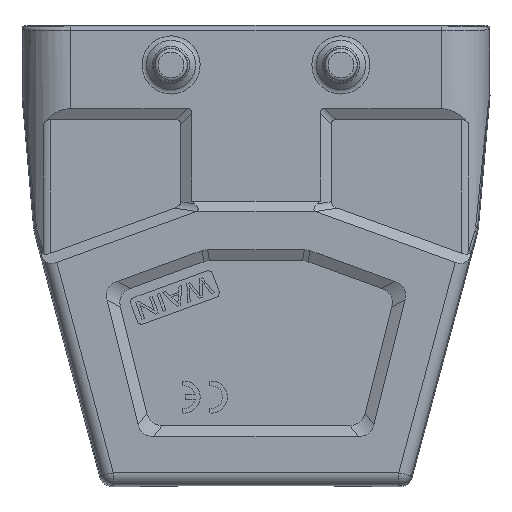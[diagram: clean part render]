
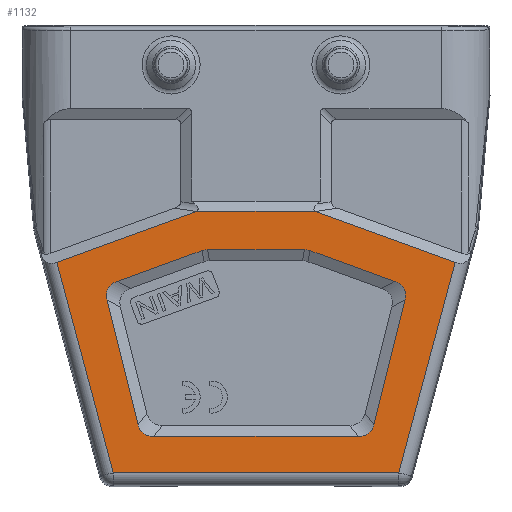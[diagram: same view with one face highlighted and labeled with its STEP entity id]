
A CAD part, front view. The second image highlights one B-rep face of the part: STEP entity #1132.
In plain terms, the highlighted planar face has unit normal (0, -1, 0).
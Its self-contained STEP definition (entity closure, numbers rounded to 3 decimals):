
#265=FACE_BOUND('',#2251,.T.);
#266=FACE_BOUND('',#2252,.T.);
#491=PLANE('',#9088);
#634=ELLIPSE('',#9070,12.156,5.);
#635=ELLIPSE('',#9073,12.156,5.);
#636=ELLIPSE('',#9076,12.766,5.);
#637=ELLIPSE('',#9079,10.116,5.);
#638=ELLIPSE('',#9082,10.116,5.);
#639=ELLIPSE('',#9085,12.766,5.);
#1132=ADVANCED_FACE('',(#265,#266),#491,.F.);
#2251=EDGE_LOOP('',(#6159,#6160,#6161,#6162,#6163,#6164,#6165,#6166,#6167,
#6168,#6169,#6170));
#2252=EDGE_LOOP('',(#6171,#6172,#6173,#6174,#6175,#6176));
#3006=LINE('',#14474,#3706);
#3024=LINE('',#14634,#3724);
#3025=LINE('',#14638,#3725);
#3027=LINE('',#14648,#3727);
#3048=LINE('',#14894,#3748);
#3049=LINE('',#14896,#3749);
#3183=LINE('',#15232,#3883);
#3186=LINE('',#15240,#3886);
#3189=LINE('',#15248,#3889);
#3192=LINE('',#15256,#3892);
#3195=LINE('',#15264,#3895);
#3197=LINE('',#15270,#3897);
#3706=VECTOR('',#10768,1.);
#3724=VECTOR('',#10890,1.);
#3725=VECTOR('',#10895,1.);
#3727=VECTOR('',#10907,1.);
#3748=VECTOR('',#11060,1.);
#3749=VECTOR('',#11063,1.);
#3883=VECTOR('',#11363,1.);
#3886=VECTOR('',#11372,1.);
#3889=VECTOR('',#11381,1.);
#3892=VECTOR('',#11390,1.);
#3895=VECTOR('',#11399,1.);
#3897=VECTOR('',#11407,1.);
#6159=ORIENTED_EDGE('',*,*,#8156,.F.);
#6160=ORIENTED_EDGE('',*,*,#8154,.T.);
#6161=ORIENTED_EDGE('',*,*,#8152,.F.);
#6162=ORIENTED_EDGE('',*,*,#8150,.F.);
#6163=ORIENTED_EDGE('',*,*,#8148,.F.);
#6164=ORIENTED_EDGE('',*,*,#8146,.T.);
#6165=ORIENTED_EDGE('',*,*,#8144,.F.);
#6166=ORIENTED_EDGE('',*,*,#8142,.F.);
#6167=ORIENTED_EDGE('',*,*,#8140,.F.);
#6168=ORIENTED_EDGE('',*,*,#8138,.F.);
#6169=ORIENTED_EDGE('',*,*,#8136,.T.);
#6170=ORIENTED_EDGE('',*,*,#8157,.F.);
#6171=ORIENTED_EDGE('',*,*,#7915,.T.);
#6172=ORIENTED_EDGE('',*,*,#7910,.T.);
#6173=ORIENTED_EDGE('',*,*,#7908,.F.);
#6174=ORIENTED_EDGE('',*,*,#7859,.F.);
#6175=ORIENTED_EDGE('',*,*,#7978,.F.);
#6176=ORIENTED_EDGE('',*,*,#7979,.T.);
#6805=VERTEX_POINT('',#14441);
#6816=VERTEX_POINT('',#14468);
#6850=VERTEX_POINT('',#14635);
#6851=VERTEX_POINT('',#14639);
#6853=VERTEX_POINT('',#14646);
#6887=VERTEX_POINT('',#14893);
#6988=VERTEX_POINT('',#15225);
#6989=VERTEX_POINT('',#15227);
#6990=VERTEX_POINT('',#15231);
#6991=VERTEX_POINT('',#15235);
#6992=VERTEX_POINT('',#15239);
#6993=VERTEX_POINT('',#15243);
#6994=VERTEX_POINT('',#15247);
#6995=VERTEX_POINT('',#15251);
#6996=VERTEX_POINT('',#15255);
#6997=VERTEX_POINT('',#15259);
#6998=VERTEX_POINT('',#15263);
#6999=VERTEX_POINT('',#15267);
#7859=EDGE_CURVE('',#6816,#6805,#3006,.T.);
#7908=EDGE_CURVE('',#6805,#6850,#3024,.T.);
#7910=EDGE_CURVE('',#6851,#6850,#3025,.T.);
#7915=EDGE_CURVE('',#6853,#6851,#3027,.T.);
#7978=EDGE_CURVE('',#6887,#6816,#3048,.T.);
#7979=EDGE_CURVE('',#6887,#6853,#3049,.T.);
#8136=EDGE_CURVE('',#6988,#6989,#634,.T.);
#8138=EDGE_CURVE('',#6988,#6990,#3183,.T.);
#8140=EDGE_CURVE('',#6990,#6991,#635,.T.);
#8142=EDGE_CURVE('',#6991,#6992,#3186,.T.);
#8144=EDGE_CURVE('',#6992,#6993,#636,.T.);
#8146=EDGE_CURVE('',#6994,#6993,#3189,.T.);
#8148=EDGE_CURVE('',#6994,#6995,#637,.T.);
#8150=EDGE_CURVE('',#6995,#6996,#3192,.T.);
#8152=EDGE_CURVE('',#6996,#6997,#638,.T.);
#8154=EDGE_CURVE('',#6998,#6997,#3195,.T.);
#8156=EDGE_CURVE('',#6998,#6999,#639,.T.);
#8157=EDGE_CURVE('',#6999,#6989,#3197,.T.);
#9070=AXIS2_PLACEMENT_3D('',#15228,#11358,#11359);
#9073=AXIS2_PLACEMENT_3D('',#15236,#11367,#11368);
#9076=AXIS2_PLACEMENT_3D('',#15244,#11376,#11377);
#9079=AXIS2_PLACEMENT_3D('',#15252,#11385,#11386);
#9082=AXIS2_PLACEMENT_3D('',#15260,#11394,#11395);
#9085=AXIS2_PLACEMENT_3D('',#15268,#11403,#11404);
#9088=AXIS2_PLACEMENT_3D('',#15272,#11410,#11411);
#10768=DIRECTION('',(1.,0.,0.));
#10890=DIRECTION('',(0.94,0.,-0.342));
#10895=DIRECTION('',(0.259,0.,0.966));
#10907=DIRECTION('',(1.,0.,0.));
#11060=DIRECTION('',(0.94,0.,0.342));
#11063=DIRECTION('',(0.259,0.,-0.966));
#11358=DIRECTION('',(0.,1.,0.));
#11359=DIRECTION('',(-0.624,0.,-0.782));
#11363=DIRECTION('',(1.,0.,0.));
#11367=DIRECTION('',(0.,-1.,0.));
#11368=DIRECTION('',(0.624,0.,-0.782));
#11372=DIRECTION('',(0.242,0.,0.97));
#11376=DIRECTION('',(0.,-1.,0.));
#11377=DIRECTION('',(-0.887,0.,-0.462));
#11381=DIRECTION('',(0.94,0.,-0.342));
#11385=DIRECTION('',(0.,-1.,0.));
#11386=DIRECTION('',(0.174,0.,0.985));
#11390=DIRECTION('',(-1.,0.,0.));
#11394=DIRECTION('',(0.,-1.,0.));
#11395=DIRECTION('',(-0.174,0.,0.985));
#11399=DIRECTION('',(0.94,0.,0.342));
#11403=DIRECTION('',(0.,-1.,0.));
#11404=DIRECTION('',(0.887,0.,-0.462));
#11407=DIRECTION('',(0.242,0.,-0.97));
#11410=DIRECTION('',(0.,1.,0.));
#11411=DIRECTION('',(1.,0.,0.));
#14441=CARTESIAN_POINT('',(9.211,-22.499,-29.055));
#14468=CARTESIAN_POINT('',(-9.211,-22.499,-29.055));
#14474=CARTESIAN_POINT('',(0.,-22.5,-29.057));
#14634=CARTESIAN_POINT('',(22.07,-22.5,-33.736));
#14635=CARTESIAN_POINT('',(31.065,-22.5,-37.01));
#14638=CARTESIAN_POINT('',(22.273,-22.5,-69.821));
#14639=CARTESIAN_POINT('',(22.273,-22.5,-69.821));
#14646=CARTESIAN_POINT('',(-22.273,-22.5,-69.821));
#14648=CARTESIAN_POINT('',(-22.273,-22.5,-69.821));
#14893=CARTESIAN_POINT('',(-31.065,-22.5,-37.01));
#14894=CARTESIAN_POINT('',(-22.07,-22.5,-33.736));
#14896=CARTESIAN_POINT('',(-31.065,-22.5,-37.01));
#15225=CARTESIAN_POINT('',(-15.977,-22.5,-64.151));
#15227=CARTESIAN_POINT('',(-18.398,-22.5,-62.277));
#15228=CARTESIAN_POINT('',(-9.991,-22.5,-54.151));
#15231=CARTESIAN_POINT('',(15.977,-22.5,-64.151));
#15232=CARTESIAN_POINT('',(-15.977,-22.5,-64.151));
#15235=CARTESIAN_POINT('',(18.398,-22.5,-62.277));
#15236=CARTESIAN_POINT('',(9.991,-22.5,-54.151));
#15239=CARTESIAN_POINT('',(23.224,-22.5,-42.895));
#15240=CARTESIAN_POINT('',(18.398,-22.5,-62.277));
#15243=CARTESIAN_POINT('',(21.647,-22.5,-39.967));
#15244=CARTESIAN_POINT('',(11.769,-22.5,-47.013));
#15247=CARTESIAN_POINT('',(8.414,-22.5,-35.151));
#15248=CARTESIAN_POINT('',(8.414,-22.5,-35.151));
#15251=CARTESIAN_POINT('',(7.559,-22.5,-35.));
#15252=CARTESIAN_POINT('',(6.237,-22.5,-45.));
#15255=CARTESIAN_POINT('',(-7.559,-22.5,-35.));
#15256=CARTESIAN_POINT('',(7.559,-22.5,-35.));
#15259=CARTESIAN_POINT('',(-8.414,-22.5,-35.151));
#15260=CARTESIAN_POINT('',(-6.237,-22.5,-45.));
#15263=CARTESIAN_POINT('',(-21.647,-22.5,-39.967));
#15264=CARTESIAN_POINT('',(-21.647,-22.5,-39.967));
#15267=CARTESIAN_POINT('',(-23.224,-22.5,-42.895));
#15268=CARTESIAN_POINT('',(-11.769,-22.5,-47.013));
#15270=CARTESIAN_POINT('',(-23.224,-22.5,-42.895));
#15272=CARTESIAN_POINT('',(0.,-22.5,0.));
